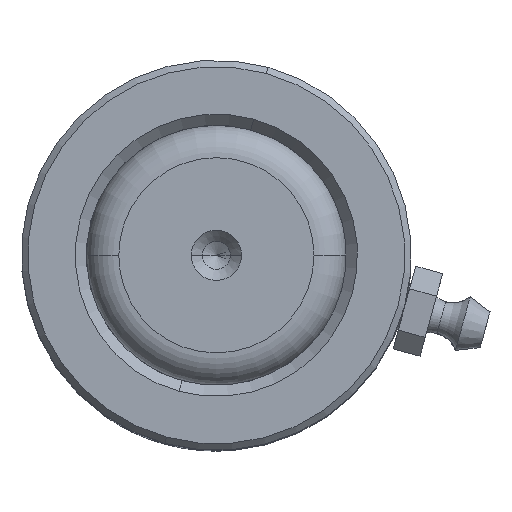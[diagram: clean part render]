
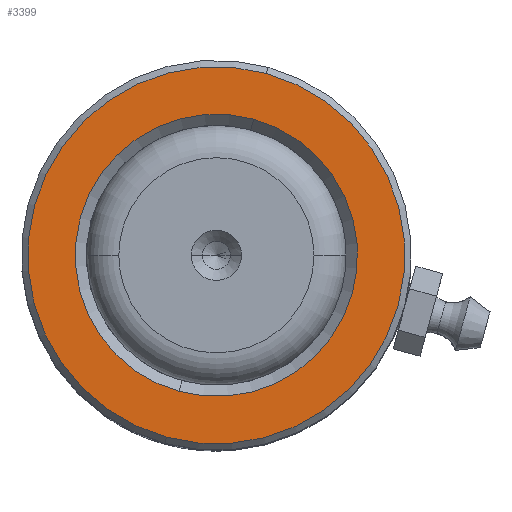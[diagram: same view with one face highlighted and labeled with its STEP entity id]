
A CAD part, top view. The second image highlights one B-rep face of the part: STEP entity #3399.
In plain terms, the highlighted planar face has unit normal (0, 0, 1).
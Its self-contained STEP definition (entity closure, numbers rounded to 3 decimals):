
#757 = ORIENTED_EDGE ( 'NONE', *, *, #5563, .T. ) ;
#850 = ORIENTED_EDGE ( 'NONE', *, *, #1248, .T. ) ;
#1142 = EDGE_CURVE ( 'NONE', #6028, #8625, #7622, .T. ) ;
#1248 = EDGE_CURVE ( 'NONE', #6737, #6857, #1386, .T. ) ;
#1262 = DIRECTION ( 'NONE',  ( 1., 0., 0. ) ) ;
#1298 = ORIENTED_EDGE ( 'NONE', *, *, #1142, .T. ) ;
#1386 = CIRCLE ( 'NONE', #4170, 15.2 ) ;
#1467 = FACE_BOUND ( 'NONE', #4276, .T. ) ;
#1955 = CIRCLE ( 'NONE', #6316, 15.2 ) ;
#2174 = DIRECTION ( 'NONE',  ( 1., 0., 0. ) ) ;
#3399 = ADVANCED_FACE ( 'NONE', ( #6096, #1467 ), #5128, .T. ) ;
#3526 = CARTESIAN_POINT ( 'NONE',  ( 0., 0., 60. ) ) ;
#3847 = CARTESIAN_POINT ( 'NONE',  ( -15.2, 0., 60. ) ) ;
#3903 = CIRCLE ( 'NONE', #5593, 20.3 ) ;
#3965 = CARTESIAN_POINT ( 'NONE',  ( 0., 0., 60. ) ) ;
#4014 = DIRECTION ( 'NONE',  ( 0., 0., 1. ) ) ;
#4120 = CARTESIAN_POINT ( 'NONE',  ( 15.2, 0., 60. ) ) ;
#4170 = AXIS2_PLACEMENT_3D ( 'NONE', #5042, #5706, #6297 ) ;
#4276 = EDGE_LOOP ( 'NONE', ( #8273, #850 ) ) ;
#4683 = DIRECTION ( 'NONE',  ( 0., 0., -1. ) ) ;
#5042 = CARTESIAN_POINT ( 'NONE',  ( 0., 0., 60. ) ) ;
#5128 = PLANE ( 'NONE',  #6041 ) ;
#5375 = DIRECTION ( 'NONE',  ( 1., 0., 0. ) ) ;
#5455 = CARTESIAN_POINT ( 'NONE',  ( 20.3, 0., 60. ) ) ;
#5563 = EDGE_CURVE ( 'NONE', #8625, #6028, #3903, .T. ) ;
#5593 = AXIS2_PLACEMENT_3D ( 'NONE', #6098, #4014, #1262 ) ;
#5706 = DIRECTION ( 'NONE',  ( 0., 0., -1. ) ) ;
#5742 = AXIS2_PLACEMENT_3D ( 'NONE', #3526, #8130, #2174 ) ;
#5809 = CARTESIAN_POINT ( 'NONE',  ( 0., 0., 60. ) ) ;
#5868 = DIRECTION ( 'NONE',  ( 0., 0., 1. ) ) ;
#6028 = VERTEX_POINT ( 'NONE', #8655 ) ;
#6041 = AXIS2_PLACEMENT_3D ( 'NONE', #5809, #5868, #7905 ) ;
#6096 = FACE_OUTER_BOUND ( 'NONE', #8725, .T. ) ;
#6098 = CARTESIAN_POINT ( 'NONE',  ( 0., 0., 60. ) ) ;
#6297 = DIRECTION ( 'NONE',  ( 1., 0., 0. ) ) ;
#6316 = AXIS2_PLACEMENT_3D ( 'NONE', #3965, #4683, #5375 ) ;
#6737 = VERTEX_POINT ( 'NONE', #3847 ) ;
#6857 = VERTEX_POINT ( 'NONE', #4120 ) ;
#7547 = EDGE_CURVE ( 'NONE', #6857, #6737, #1955, .T. ) ;
#7622 = CIRCLE ( 'NONE', #5742, 20.3 ) ;
#7905 = DIRECTION ( 'NONE',  ( 1., 0., 0. ) ) ;
#8130 = DIRECTION ( 'NONE',  ( 0., 0., 1. ) ) ;
#8273 = ORIENTED_EDGE ( 'NONE', *, *, #7547, .T. ) ;
#8625 = VERTEX_POINT ( 'NONE', #5455 ) ;
#8655 = CARTESIAN_POINT ( 'NONE',  ( -20.3, 0., 60. ) ) ;
#8725 = EDGE_LOOP ( 'NONE', ( #1298, #757 ) ) ;
